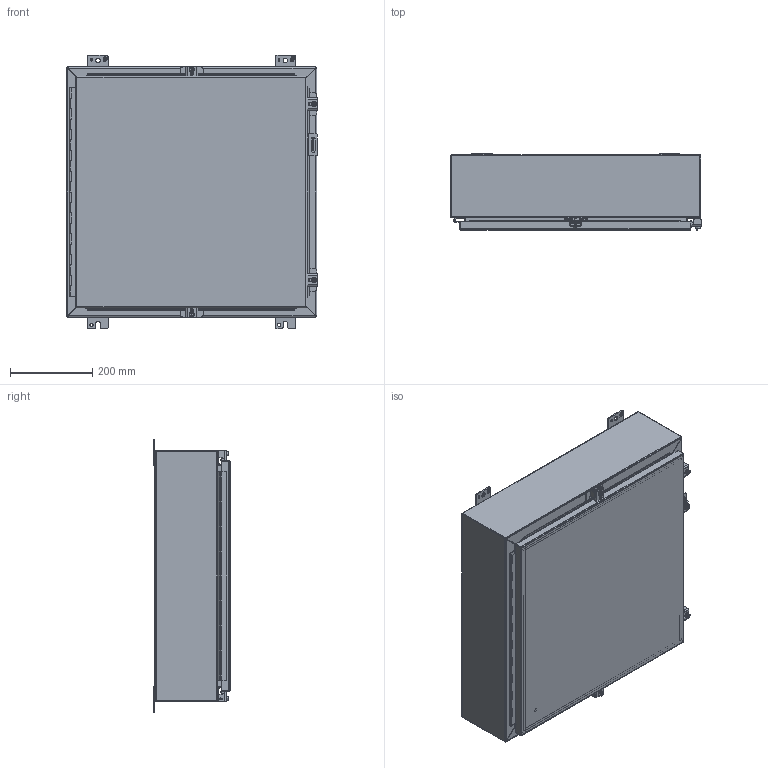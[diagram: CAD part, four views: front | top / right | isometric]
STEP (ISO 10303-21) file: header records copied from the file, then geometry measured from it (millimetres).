
FILE_DESCRIPTION (( 'STEP AP203' ), '1' );
FILE_NAME ('1418N4S16J6_Default.step', '2019-11-01T16:12:29', ( 'ADC123' ), ( 'Microsoft' ), 'SwSTEP 2.0', 'SolidWorks 2019', '' );
FILE_SCHEMA (( 'CONFIG_CONTROL_DESIGN' ));
Products named in the file (1): 1418N4S16J6_Default
Bounding box: 611.2 x 187.32 x 666.75 mm (x, y, z)
Volume: 3262586.5 mm3; surface area: 3363716.6 mm2
Topology: 39 solids, 40 shells, 1373 faces, 3537 edges, 2281 vertices
Faces by surface type: plane 746, cylinder 493, bspline 126, cone 8
Entity records: 47792 total; most frequent: CARTESIAN_POINT 14540, ORIENTED_EDGE 7066, DIRECTION 6643, EDGE_CURVE 3533, VERTEX_POINT 2281, LINE 2231, VECTOR 2231, AXIS2_PLACEMENT_3D 2206
